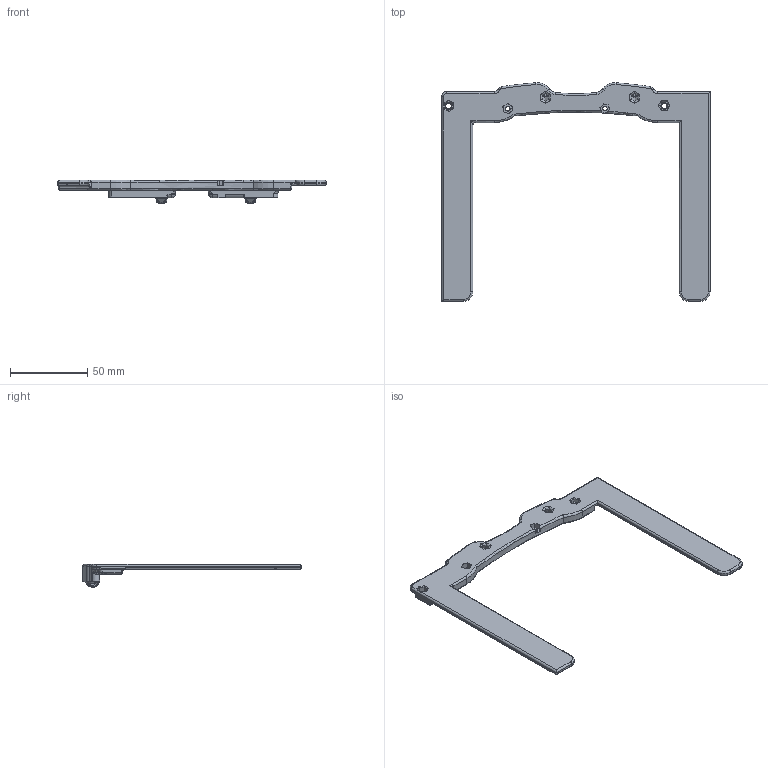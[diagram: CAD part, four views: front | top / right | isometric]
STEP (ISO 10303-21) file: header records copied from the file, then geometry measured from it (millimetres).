
FILE_DESCRIPTION(/* description */ (''),/* implementation_level */ '2;1');
FILE_NAME(/* name */ 'FPGA Mount.step',/* time_stamp */ '2020-06-24T10:48:10-04:00',/* author */ (''),/* organization */ (''),/* preprocessor_version */ 'ST-DEVELOPER v18.1',/* originating_system */ 'Autodesk Translation Framework v9.3.0.1241',/* authorisation */ '');
FILE_SCHEMA (('AUTOMOTIVE_DESIGN { 1 0 10303 214 3 1 1 }'));
Length unit declared in the file: millimetre
Products named in the file (1): FPGA Mount
Bounding box: 173.73 x 141.56 x 15.27 mm (x, y, z)
Volume: 37012.3 mm3; surface area: 20413.3 mm2
Topology: 1 solids, 1 shells, 379 faces, 950 edges, 561 vertices
Faces by surface type: cylinder 135, bspline 102, plane 77, torus 62, sphere 3
Full cylindrical faces by diameter (mm): 2.74 x2, 2.8 x4, 4.25 x2
Entity records: 15170 total; most frequent: CARTESIAN_POINT 6588, ORIENTED_EDGE 1866, DIRECTION 1700, EDGE_CURVE 933, AXIS2_PLACEMENT_3D 693, VERTEX_POINT 561, EDGE_LOOP 396, FACE_OUTER_BOUND 379
